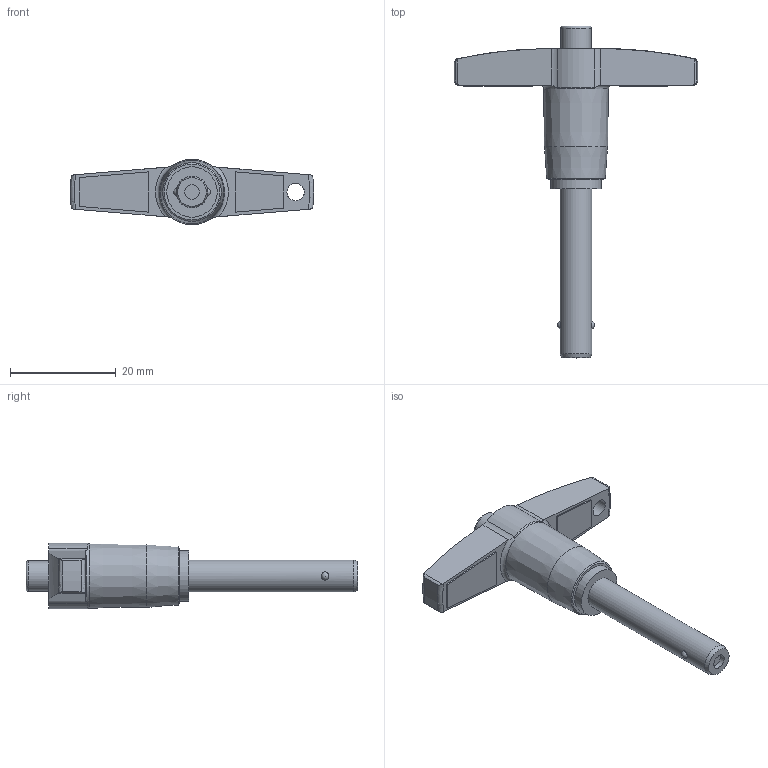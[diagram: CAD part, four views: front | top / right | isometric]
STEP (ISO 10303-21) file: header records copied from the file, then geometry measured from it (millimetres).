
FILE_DESCRIPTION( ( 'STEP AP214' ), '1' );
FILE_NAME( 'K0366.24606025__UNBETAETIGT_25_.stp', '2020-12-03T15:04:03', ( '' ), ( '' ), ' ', 'PARTsolutions', ' ' );
FILE_SCHEMA( ( 'AUTOMOTIVE_DESIGN { 1 0 10303 214 1 1 1 1 }' ) );
Length unit declared in the file: millimetre
Products named in the file (1): _K0366.24606025_(UNBETAETIGT_25)
Bounding box: 45.96 x 62.7 x 12.35 mm (x, y, z)
Volume: 5626.6 mm3; surface area: 2852.1 mm2
Topology: 1 solids, 1 shells, 52 faces, 132 edges, 87 vertices
Faces by surface type: plane 22, cylinder 17, torus 6, cone 4, sphere 2, bspline 1
Full cylindrical faces by diameter (mm): 2.77 x1, 3.3 x1, 5.8 x1, 6 x1, 9.52 x1
Entity records: 2085 total; most frequent: CARTESIAN_POINT 543, ORIENTED_EDGE 218, DIRECTION 208, EDGE_CURVE 109, AXIS2_PLACEMENT_3D 82, VERTEX_POINT 81, EDGE_LOOP 74, FACE_OUTER_BOUND 60
